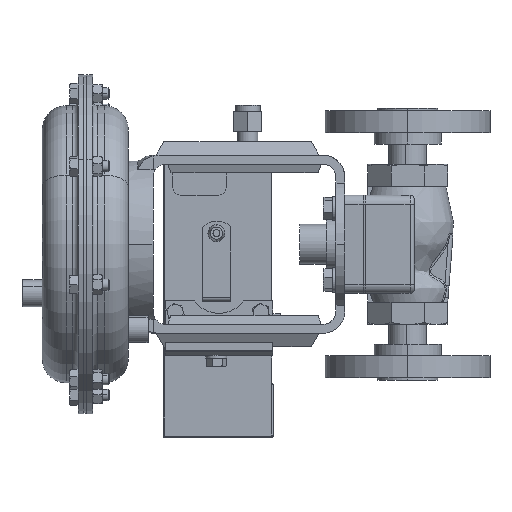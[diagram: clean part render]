
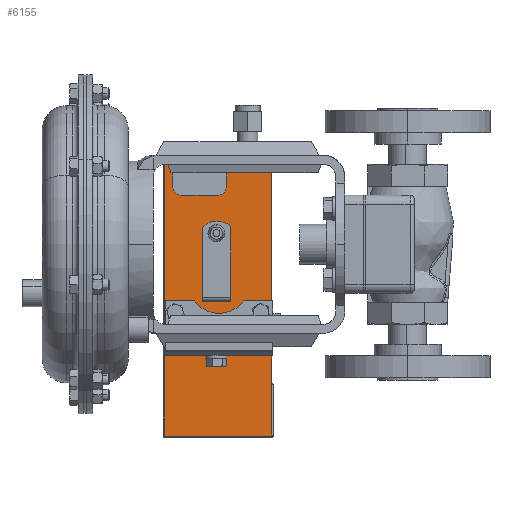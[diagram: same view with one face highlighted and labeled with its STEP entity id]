
A CAD part, left-side view. The second image highlights one B-rep face of the part: STEP entity #6155.
In plain terms, the highlighted planar face has unit normal (-1, 0, 0).
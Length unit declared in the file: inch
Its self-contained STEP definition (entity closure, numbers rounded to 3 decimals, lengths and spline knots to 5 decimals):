
#126 = EDGE_LOOP ( 'NONE', ( #14916, #18333, #254, #3894, #23145, #25936, #25710, #4415, #20085, #5244, #16054 ) ) ;
#254 = ORIENTED_EDGE ( 'NONE', *, *, #19393, .F. ) ;
#420 = VECTOR ( 'NONE', #26297, 39.37008 ) ;
#498 = DIRECTION ( 'NONE',  ( 0., 0., -1. ) ) ;
#649 = CARTESIAN_POINT ( 'NONE',  ( 3.04884, 3.81156, -6.15848 ) ) ;
#809 = CARTESIAN_POINT ( 'NONE',  ( 3.04884, 6.795, -5.23848 ) ) ;
#1064 = LINE ( 'NONE', #1304, #22680 ) ;
#1296 = VERTEX_POINT ( 'NONE', #23425 ) ;
#1304 = CARTESIAN_POINT ( 'NONE',  ( 3.04884, 6.795, -3.83848 ) ) ;
#1616 = VERTEX_POINT ( 'NONE', #21045 ) ;
#1857 = EDGE_CURVE ( 'NONE', #13873, #1616, #6030, .T. ) ;
#1935 = LINE ( 'NONE', #5540, #17412 ) ;
#2355 = CIRCLE ( 'NONE', #18483, 0.85167 ) ;
#2425 = EDGE_CURVE ( 'NONE', #10095, #22661, #2355, .T. ) ;
#3078 = DIRECTION ( 'NONE',  ( 0., -1., 0. ) ) ;
#3332 = DIRECTION ( 'NONE',  ( -1., 0., 0. ) ) ;
#3879 = LINE ( 'NONE', #26228, #14387 ) ;
#3894 = ORIENTED_EDGE ( 'NONE', *, *, #23797, .T. ) ;
#4109 = VERTEX_POINT ( 'NONE', #809 ) ;
#4166 = VERTEX_POINT ( 'NONE', #15713 ) ;
#4326 = DIRECTION ( 'NONE',  ( 0., 0., -1. ) ) ;
#4415 = ORIENTED_EDGE ( 'NONE', *, *, #12285, .F. ) ;
#4708 = CARTESIAN_POINT ( 'NONE',  ( 3.04884, 6.795, -3.83848 ) ) ;
#4957 = EDGE_CURVE ( 'NONE', #5761, #14844, #3879, .T. ) ;
#5244 = ORIENTED_EDGE ( 'NONE', *, *, #15843, .T. ) ;
#5529 = FACE_BOUND ( 'NONE', #19856, .T. ) ;
#5540 = CARTESIAN_POINT ( 'NONE',  ( 3.04884, 6.795, -5.23848 ) ) ;
#5761 = VERTEX_POINT ( 'NONE', #17680 ) ;
#6030 = CIRCLE ( 'NONE', #16744, 0.19685 ) ;
#6058 = LINE ( 'NONE', #11738, #420 ) ;
#6155 = ADVANCED_FACE ( 'NONE', ( #5529, #27072 ), #13592, .T. ) ;
#6252 = VECTOR ( 'NONE', #20221, 39.37008 ) ;
#6483 = CARTESIAN_POINT ( 'NONE',  ( 3.04884, 5.35494, -3.3199 ) ) ;
#6572 = ORIENTED_EDGE ( 'NONE', *, *, #11602, .F. ) ;
#6694 = DIRECTION ( 'NONE',  ( 0., 0., -1. ) ) ;
#6784 = DIRECTION ( 'NONE',  ( 0., -1., 0. ) ) ;
#7611 = LINE ( 'NONE', #4708, #18706 ) ;
#7732 = CARTESIAN_POINT ( 'NONE',  ( 3.04884, 3.81156, -6.15848 ) ) ;
#8280 = LINE ( 'NONE', #25615, #18734 ) ;
#8606 = DIRECTION ( 'NONE',  ( 0., -1., 0. ) ) ;
#8727 = CIRCLE ( 'NONE', #16095, 0.19685 ) ;
#9068 = EDGE_CURVE ( 'NONE', #22661, #13946, #1064, .T. ) ;
#10095 = VERTEX_POINT ( 'NONE', #15280 ) ;
#11205 = LINE ( 'NONE', #7732, #6252 ) ;
#11313 = CARTESIAN_POINT ( 'NONE',  ( 3.04884, 5.2895, -3.33611 ) ) ;
#11602 = EDGE_CURVE ( 'NONE', #1616, #13873, #8727, .T. ) ;
#11738 = CARTESIAN_POINT ( 'NONE',  ( 3.04884, 6.82275, 0.34152 ) ) ;
#12087 = EDGE_CURVE ( 'NONE', #14674, #13946, #25360, .T. ) ;
#12285 = EDGE_CURVE ( 'NONE', #1296, #14674, #6058, .T. ) ;
#13443 = DIRECTION ( 'NONE',  ( 0., 0., 1. ) ) ;
#13592 = PLANE ( 'NONE',  #20100 ) ;
#13873 = VERTEX_POINT ( 'NONE', #16563 ) ;
#13946 = VERTEX_POINT ( 'NONE', #18912 ) ;
#14252 = EDGE_CURVE ( 'NONE', #1296, #25045, #8280, .T. ) ;
#14281 = VECTOR ( 'NONE', #4326, 39.37008 ) ;
#14387 = VECTOR ( 'NONE', #22101, 39.37008 ) ;
#14674 = VERTEX_POINT ( 'NONE', #27220 ) ;
#14844 = VERTEX_POINT ( 'NONE', #649 ) ;
#14916 = ORIENTED_EDGE ( 'NONE', *, *, #4957, .F. ) ;
#15280 = CARTESIAN_POINT ( 'NONE',  ( 3.04884, 5.97723, -3.83848 ) ) ;
#15652 = DIRECTION ( 'NONE',  ( -1., 0., 0. ) ) ;
#15713 = CARTESIAN_POINT ( 'NONE',  ( 3.04884, 3.81156, -7.62723 ) ) ;
#15843 = EDGE_CURVE ( 'NONE', #25045, #4166, #21622, .T. ) ;
#15885 = CARTESIAN_POINT ( 'NONE',  ( 3.04884, 5.35494, -3.3199 ) ) ;
#15931 = VERTEX_POINT ( 'NONE', #22526 ) ;
#16054 = ORIENTED_EDGE ( 'NONE', *, *, #16447, .T. ) ;
#16095 = AXIS2_PLACEMENT_3D ( 'NONE', #6483, #21073, #8606 ) ;
#16111 = DIRECTION ( 'NONE',  ( 0., -1., 0. ) ) ;
#16123 = VECTOR ( 'NONE', #20168, 39.37008 ) ;
#16431 = EDGE_CURVE ( 'NONE', #4109, #5761, #1935, .T. ) ;
#16447 = EDGE_CURVE ( 'NONE', #4166, #14844, #11205, .T. ) ;
#16563 = CARTESIAN_POINT ( 'NONE',  ( 3.04884, 5.55179, -3.3199 ) ) ;
#16744 = AXIS2_PLACEMENT_3D ( 'NONE', #15885, #3332, #17986 ) ;
#17412 = VECTOR ( 'NONE', #20136, 39.37008 ) ;
#17489 = CARTESIAN_POINT ( 'NONE',  ( 3.04884, 4.60177, -3.83848 ) ) ;
#17680 = CARTESIAN_POINT ( 'NONE',  ( 3.04884, 3.81156, -5.23848 ) ) ;
#17986 = DIRECTION ( 'NONE',  ( 0., -1., 0. ) ) ;
#18333 = ORIENTED_EDGE ( 'NONE', *, *, #16431, .F. ) ;
#18483 = AXIS2_PLACEMENT_3D ( 'NONE', #11313, #25894, #13443 ) ;
#18706 = VECTOR ( 'NONE', #6784, 39.37008 ) ;
#18734 = VECTOR ( 'NONE', #498, 39.37008 ) ;
#18912 = CARTESIAN_POINT ( 'NONE',  ( 3.04884, 3.81156, -3.83848 ) ) ;
#18931 = CARTESIAN_POINT ( 'NONE',  ( 3.04884, 3.81156, -5.90848 ) ) ;
#19393 = EDGE_CURVE ( 'NONE', #15931, #4109, #22455, .T. ) ;
#19526 = ORIENTED_EDGE ( 'NONE', *, *, #1857, .F. ) ;
#19856 = EDGE_LOOP ( 'NONE', ( #19526, #6572 ) ) ;
#20085 = ORIENTED_EDGE ( 'NONE', *, *, #14252, .T. ) ;
#20100 = AXIS2_PLACEMENT_3D ( 'NONE', #23940, #15652, #3078 ) ;
#20136 = DIRECTION ( 'NONE',  ( 0., -1., 0. ) ) ;
#20168 = DIRECTION ( 'NONE',  ( 0., -1., 0. ) ) ;
#20221 = DIRECTION ( 'NONE',  ( 0., 0., 1. ) ) ;
#21045 = CARTESIAN_POINT ( 'NONE',  ( 3.04884, 5.15809, -3.3199 ) ) ;
#21073 = DIRECTION ( 'NONE',  ( -1., 0., 0. ) ) ;
#21104 = CARTESIAN_POINT ( 'NONE',  ( 3.04884, 6.795, -3.83848 ) ) ;
#21622 = LINE ( 'NONE', #26381, #16123 ) ;
#22101 = DIRECTION ( 'NONE',  ( 0., 0., -1. ) ) ;
#22455 = LINE ( 'NONE', #21104, #26068 ) ;
#22526 = CARTESIAN_POINT ( 'NONE',  ( 3.04884, 6.795, -3.83848 ) ) ;
#22661 = VERTEX_POINT ( 'NONE', #17489 ) ;
#22680 = VECTOR ( 'NONE', #16111, 39.37008 ) ;
#23145 = ORIENTED_EDGE ( 'NONE', *, *, #2425, .T. ) ;
#23425 = CARTESIAN_POINT ( 'NONE',  ( 3.04884, 6.82275, 0.34152 ) ) ;
#23797 = EDGE_CURVE ( 'NONE', #15931, #10095, #7611, .T. ) ;
#23940 = CARTESIAN_POINT ( 'NONE',  ( 3.04884, 6.854, -7.65848 ) ) ;
#25045 = VERTEX_POINT ( 'NONE', #26338 ) ;
#25360 = LINE ( 'NONE', #18931, #14281 ) ;
#25615 = CARTESIAN_POINT ( 'NONE',  ( 3.04884, 6.82275, -7.65848 ) ) ;
#25710 = ORIENTED_EDGE ( 'NONE', *, *, #12087, .F. ) ;
#25894 = DIRECTION ( 'NONE',  ( -1., 0., 0. ) ) ;
#25936 = ORIENTED_EDGE ( 'NONE', *, *, #9068, .T. ) ;
#26068 = VECTOR ( 'NONE', #6694, 39.37008 ) ;
#26228 = CARTESIAN_POINT ( 'NONE',  ( 3.04884, 3.81156, -5.90848 ) ) ;
#26297 = DIRECTION ( 'NONE',  ( 0., -1., 0. ) ) ;
#26338 = CARTESIAN_POINT ( 'NONE',  ( 3.04884, 6.82275, -7.62723 ) ) ;
#26381 = CARTESIAN_POINT ( 'NONE',  ( 3.04884, 2.524, -7.62723 ) ) ;
#27072 = FACE_OUTER_BOUND ( 'NONE', #126, .T. ) ;
#27220 = CARTESIAN_POINT ( 'NONE',  ( 3.04884, 3.81156, 0.34152 ) ) ;
